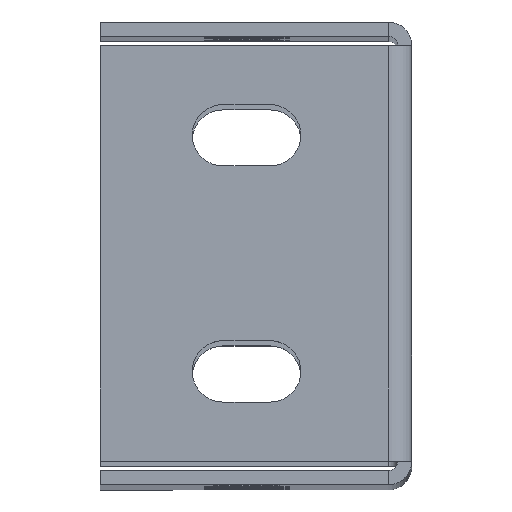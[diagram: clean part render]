
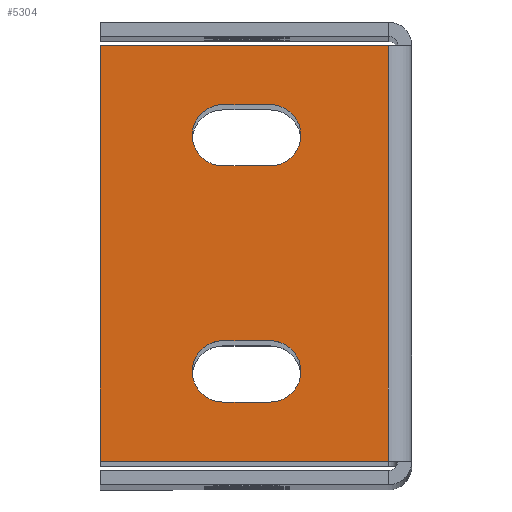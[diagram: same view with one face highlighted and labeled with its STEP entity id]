
A CAD part, top view. The second image highlights one B-rep face of the part: STEP entity #5304.
In plain terms, the highlighted planar face has unit normal (0, 0, 1).
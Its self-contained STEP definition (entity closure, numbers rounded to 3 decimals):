
#84 = CARTESIAN_POINT ( 'NONE',  ( 18., -40.25, 321.5 ) ) ;
#127 = VECTOR ( 'NONE', #2541, 1000. ) ;
#130 = CIRCLE ( 'NONE', #7253, 3.25 ) ;
#148 = LINE ( 'NONE', #1850, #127 ) ;
#205 = EDGE_CURVE ( 'NONE', #4650, #8164, #2157, .T. ) ;
#348 = EDGE_CURVE ( 'NONE', #8164, #4816, #2135, .T. ) ;
#355 = AXIS2_PLACEMENT_3D ( 'NONE', #8179, #6263, #2896 ) ;
#533 = CIRCLE ( 'NONE', #355, 3.25 ) ;
#546 = EDGE_CURVE ( 'NONE', #3960, #3924, #1917, .T. ) ;
#740 = EDGE_CURVE ( 'NONE', #3924, #4650, #1642, .T. ) ;
#766 = DIRECTION ( 'NONE',  ( 0., 0., -1. ) ) ;
#843 = AXIS2_PLACEMENT_3D ( 'NONE', #2827, #2858, #2865 ) ;
#876 = EDGE_LOOP ( 'NONE', ( #8729, #8232, #8120, #2451, #2864 ) ) ;
#909 = EDGE_CURVE ( 'NONE', #3497, #1957, #1276, .T. ) ;
#952 = VECTOR ( 'NONE', #6603, 1000. ) ;
#965 = EDGE_CURVE ( 'NONE', #1957, #7767, #1164, .T. ) ;
#975 = LINE ( 'NONE', #6377, #952 ) ;
#989 = CARTESIAN_POINT ( 'NONE',  ( 18., -40.25, 321.5 ) ) ;
#1164 = CIRCLE ( 'NONE', #843, 3.25 ) ;
#1168 = EDGE_CURVE ( 'NONE', #7767, #8383, #975, .T. ) ;
#1276 = LINE ( 'NONE', #1625, #1367 ) ;
#1305 = CARTESIAN_POINT ( 'NONE',  ( 13., -12., 321.5 ) ) ;
#1348 = DIRECTION ( 'NONE',  ( -1., 0., 0. ) ) ;
#1364 = DIRECTION ( 'NONE',  ( 0., 0., -1. ) ) ;
#1367 = VECTOR ( 'NONE', #7271, 1000. ) ;
#1451 = EDGE_CURVE ( 'NONE', #8383, #6793, #533, .T. ) ;
#1506 = AXIS2_PLACEMENT_3D ( 'NONE', #8701, #766, #8845 ) ;
#1507 = DIRECTION ( 'NONE',  ( -1., 0., 0. ) ) ;
#1512 = DIRECTION ( 'NONE',  ( 0., 0., -1. ) ) ;
#1605 = EDGE_LOOP ( 'NONE', ( #3558, #3701, #4035, #4330 ) ) ;
#1625 = CARTESIAN_POINT ( 'NONE',  ( 18., -8.75, 321.5 ) ) ;
#1642 = CIRCLE ( 'NONE', #1506, 3.25 ) ;
#1656 = CARTESIAN_POINT ( 'NONE',  ( 9.75, -12., 321.5 ) ) ;
#1718 = DIRECTION ( 'NONE',  ( 1., 0., 0. ) ) ;
#1743 = DIRECTION ( 'NONE',  ( 1., 0., 0. ) ) ;
#1761 = EDGE_CURVE ( 'NONE', #8044, #8664, #148, .T. ) ;
#1850 = CARTESIAN_POINT ( 'NONE',  ( 0., 0., 321.5 ) ) ;
#1875 = VECTOR ( 'NONE', #1718, 1000. ) ;
#1884 = PLANE ( 'NONE',  #4730 ) ;
#1917 = LINE ( 'NONE', #4341, #1875 ) ;
#1957 = VERTEX_POINT ( 'NONE', #3663 ) ;
#1995 = AXIS2_PLACEMENT_3D ( 'NONE', #2577, #8772, #1743 ) ;
#2109 = CIRCLE ( 'NONE', #4833, 3.25 ) ;
#2127 = FACE_BOUND ( 'NONE', #5099, .T. ) ;
#2135 = CIRCLE ( 'NONE', #1995, 3.25 ) ;
#2141 = FACE_OUTER_BOUND ( 'NONE', #1605, .T. ) ;
#2144 = VECTOR ( 'NONE', #6680, 1000. ) ;
#2156 = FACE_BOUND ( 'NONE', #876, .T. ) ;
#2157 = LINE ( 'NONE', #84, #2144 ) ;
#2451 = ORIENTED_EDGE ( 'NONE', *, *, #546, .T. ) ;
#2541 = DIRECTION ( 'NONE',  ( 0., -1., 0. ) ) ;
#2577 = CARTESIAN_POINT ( 'NONE',  ( 13., -37., 321.5 ) ) ;
#2626 = DIRECTION ( 'NONE',  ( 1., 0., 0. ) ) ;
#2640 = DIRECTION ( 'NONE',  ( 0., 0., -1. ) ) ;
#2645 = CARTESIAN_POINT ( 'NONE',  ( 13., -37., 321.5 ) ) ;
#2710 = CARTESIAN_POINT ( 'NONE',  ( 0., 0., 321.5 ) ) ;
#2827 = CARTESIAN_POINT ( 'NONE',  ( 18., -12., 321.5 ) ) ;
#2858 = DIRECTION ( 'NONE',  ( 0., 0., -1. ) ) ;
#2864 = ORIENTED_EDGE ( 'NONE', *, *, #740, .T. ) ;
#2865 = DIRECTION ( 'NONE',  ( -1., 0., 0. ) ) ;
#2896 = DIRECTION ( 'NONE',  ( -1., 0., 0. ) ) ;
#3011 = ORIENTED_EDGE ( 'NONE', *, *, #909, .T. ) ;
#3120 = ORIENTED_EDGE ( 'NONE', *, *, #965, .T. ) ;
#3247 = ORIENTED_EDGE ( 'NONE', *, *, #1168, .T. ) ;
#3320 = VERTEX_POINT ( 'NONE', #7981 ) ;
#3333 = ORIENTED_EDGE ( 'NONE', *, *, #1451, .T. ) ;
#3444 = ORIENTED_EDGE ( 'NONE', *, *, #5307, .T. ) ;
#3497 = VERTEX_POINT ( 'NONE', #6788 ) ;
#3551 = DIRECTION ( 'NONE',  ( 1., 0., 0. ) ) ;
#3558 = ORIENTED_EDGE ( 'NONE', *, *, #8367, .F. ) ;
#3596 = CARTESIAN_POINT ( 'NONE',  ( 30.5, -2.5, 321.5 ) ) ;
#3601 = CARTESIAN_POINT ( 'NONE',  ( 0., -46.5, 321.5 ) ) ;
#3654 = DIRECTION ( 'NONE',  ( -1., 0., 0. ) ) ;
#3663 = CARTESIAN_POINT ( 'NONE',  ( 18., -8.75, 321.5 ) ) ;
#3692 = CARTESIAN_POINT ( 'NONE',  ( 0., -2.5, 321.5 ) ) ;
#3701 = ORIENTED_EDGE ( 'NONE', *, *, #8807, .T. ) ;
#3924 = VERTEX_POINT ( 'NONE', #4576 ) ;
#3960 = VERTEX_POINT ( 'NONE', #4364 ) ;
#4035 = ORIENTED_EDGE ( 'NONE', *, *, #1761, .T. ) ;
#4062 = VERTEX_POINT ( 'NONE', #3596 ) ;
#4274 = CARTESIAN_POINT ( 'NONE',  ( 0., -46.5, 321.5 ) ) ;
#4330 = ORIENTED_EDGE ( 'NONE', *, *, #8870, .T. ) ;
#4341 = CARTESIAN_POINT ( 'NONE',  ( 18., -33.75, 321.5 ) ) ;
#4364 = CARTESIAN_POINT ( 'NONE',  ( 13., -33.75, 321.5 ) ) ;
#4576 = CARTESIAN_POINT ( 'NONE',  ( 18., -33.75, 321.5 ) ) ;
#4650 = VERTEX_POINT ( 'NONE', #989 ) ;
#4730 = AXIS2_PLACEMENT_3D ( 'NONE', #2710, #1512, #1507 ) ;
#4816 = VERTEX_POINT ( 'NONE', #9042 ) ;
#4833 = AXIS2_PLACEMENT_3D ( 'NONE', #1305, #1364, #1348 ) ;
#5099 = EDGE_LOOP ( 'NONE', ( #3011, #3120, #3247, #3333, #3444 ) ) ;
#5304 = ADVANCED_FACE ( 'NONE', ( #2156, #2127, #2141 ), #1884, .F. ) ;
#5307 = EDGE_CURVE ( 'NONE', #6793, #3497, #2109, .T. ) ;
#5440 = LINE ( 'NONE', #3601, #5461 ) ;
#5461 = VECTOR ( 'NONE', #3551, 1000. ) ;
#5481 = LINE ( 'NONE', #3692, #5495 ) ;
#5495 = VECTOR ( 'NONE', #3654, 1000. ) ;
#5868 = CARTESIAN_POINT ( 'NONE',  ( 13., -15.25, 321.5 ) ) ;
#6064 = DIRECTION ( 'NONE',  ( 0., -1., 0. ) ) ;
#6111 = CARTESIAN_POINT ( 'NONE',  ( 30.5, -46.5, 321.5 ) ) ;
#6263 = DIRECTION ( 'NONE',  ( 0., 0., -1. ) ) ;
#6299 = LINE ( 'NONE', #6111, #6349 ) ;
#6349 = VECTOR ( 'NONE', #6064, 1000. ) ;
#6377 = CARTESIAN_POINT ( 'NONE',  ( 18., -15.25, 321.5 ) ) ;
#6507 = EDGE_CURVE ( 'NONE', #4816, #3960, #130, .T. ) ;
#6603 = DIRECTION ( 'NONE',  ( -1., 0., 0. ) ) ;
#6680 = DIRECTION ( 'NONE',  ( -1., 0., 0. ) ) ;
#6788 = CARTESIAN_POINT ( 'NONE',  ( 13., -8.75, 321.5 ) ) ;
#6793 = VERTEX_POINT ( 'NONE', #1656 ) ;
#7079 = CARTESIAN_POINT ( 'NONE',  ( 13., -40.25, 321.5 ) ) ;
#7253 = AXIS2_PLACEMENT_3D ( 'NONE', #2645, #2640, #2626 ) ;
#7271 = DIRECTION ( 'NONE',  ( 1., 0., 0. ) ) ;
#7767 = VERTEX_POINT ( 'NONE', #9037 ) ;
#7808 = CARTESIAN_POINT ( 'NONE',  ( 0., -2.5, 321.5 ) ) ;
#7981 = CARTESIAN_POINT ( 'NONE',  ( 30.5, -46.5, 321.5 ) ) ;
#8044 = VERTEX_POINT ( 'NONE', #7808 ) ;
#8120 = ORIENTED_EDGE ( 'NONE', *, *, #6507, .T. ) ;
#8164 = VERTEX_POINT ( 'NONE', #7079 ) ;
#8179 = CARTESIAN_POINT ( 'NONE',  ( 13., -12., 321.5 ) ) ;
#8232 = ORIENTED_EDGE ( 'NONE', *, *, #348, .T. ) ;
#8367 = EDGE_CURVE ( 'NONE', #4062, #3320, #6299, .T. ) ;
#8383 = VERTEX_POINT ( 'NONE', #5868 ) ;
#8664 = VERTEX_POINT ( 'NONE', #4274 ) ;
#8701 = CARTESIAN_POINT ( 'NONE',  ( 18., -37., 321.5 ) ) ;
#8729 = ORIENTED_EDGE ( 'NONE', *, *, #205, .T. ) ;
#8772 = DIRECTION ( 'NONE',  ( 0., 0., -1. ) ) ;
#8807 = EDGE_CURVE ( 'NONE', #4062, #8044, #5481, .T. ) ;
#8845 = DIRECTION ( 'NONE',  ( 1., 0., 0. ) ) ;
#8870 = EDGE_CURVE ( 'NONE', #8664, #3320, #5440, .T. ) ;
#9037 = CARTESIAN_POINT ( 'NONE',  ( 18., -15.25, 321.5 ) ) ;
#9042 = CARTESIAN_POINT ( 'NONE',  ( 9.75, -37., 321.5 ) ) ;
